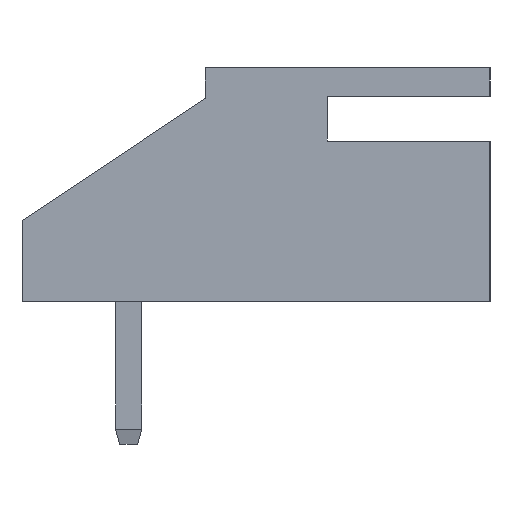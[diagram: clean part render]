
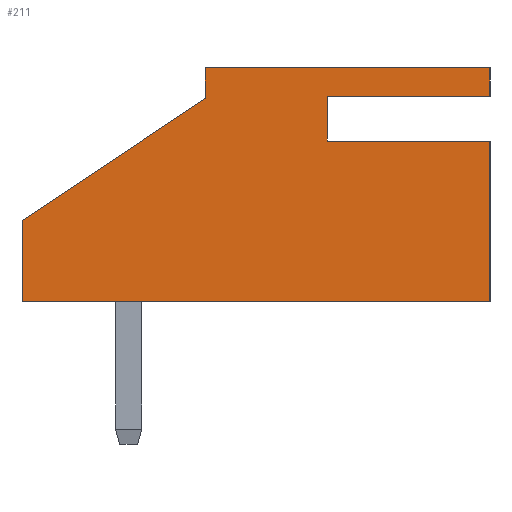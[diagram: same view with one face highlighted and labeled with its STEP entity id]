
A CAD part, left-side view. The second image highlights one B-rep face of the part: STEP entity #211.
In plain terms, the highlighted planar face has unit normal (-1, 0, 0).
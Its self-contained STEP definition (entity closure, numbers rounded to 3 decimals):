
#211=ADVANCED_FACE('',(#3804),#3806,.T.);
#3804=FACE_BOUND('',#3805,.T.);
#3805=EDGE_LOOP('',(#6718,#6719,#6720,#6721,#6722,#6723,#6724,#6725,#6726,#6727));
#3806=PLANE('',#3807);
#3807=AXIS2_PLACEMENT_3D('',#3808,#3809,#3810);
#3808=CARTESIAN_POINT('',(-2.5,0.,0.));
#3809=DIRECTION('',(-1.,0.,0.));
#3810=DIRECTION('',(0.,0.,1.));
#6718=ORIENTED_EDGE('',*,*,#8684,.T.);
#6719=ORIENTED_EDGE('',*,*,#8583,.T.);
#6720=ORIENTED_EDGE('',*,*,#8683,.T.);
#6721=ORIENTED_EDGE('',*,*,#8662,.T.);
#6722=ORIENTED_EDGE('',*,*,#8685,.T.);
#6723=ORIENTED_EDGE('',*,*,#8686,.T.);
#6724=ORIENTED_EDGE('',*,*,#8687,.T.);
#6725=ORIENTED_EDGE('',*,*,#8688,.T.);
#6726=ORIENTED_EDGE('',*,*,#8689,.T.);
#6727=ORIENTED_EDGE('',*,*,#8690,.T.);
#8583=EDGE_CURVE('',#9600,#9598,#9601,.F.);
#8662=EDGE_CURVE('',#9755,#9753,#9756,.T.);
#8683=EDGE_CURVE('',#9598,#9755,#9784,.T.);
#8684=EDGE_CURVE('',#9785,#9600,#9786,.F.);
#8685=EDGE_CURVE('',#9753,#9787,#9788,.T.);
#8686=EDGE_CURVE('',#9787,#9789,#9790,.T.);
#8687=EDGE_CURVE('',#9789,#9791,#9792,.T.);
#8688=EDGE_CURVE('',#9791,#9793,#9794,.T.);
#8689=EDGE_CURVE('',#9793,#9795,#9796,.T.);
#8690=EDGE_CURVE('',#9795,#9785,#9797,.F.);
#9598=VERTEX_POINT('',#11257);
#9600=VERTEX_POINT('',#11261);
#9601=LINE('',#11262,#11263);
#9753=VERTEX_POINT('',#11571);
#9755=VERTEX_POINT('',#11575);
#9756=LINE('',#11576,#11577);
#9784=LINE('',#11647,#11648);
#9785=VERTEX_POINT('',#11650);
#9786=LINE('',#11651,#11652);
#9787=VERTEX_POINT('',#11654);
#9788=LINE('',#11655,#11656);
#9789=VERTEX_POINT('',#11658);
#9790=LINE('',#11659,#11660);
#9791=VERTEX_POINT('',#11662);
#9792=LINE('',#11663,#11664);
#9793=VERTEX_POINT('',#11666);
#9794=LINE('',#11667,#11668);
#9795=VERTEX_POINT('',#11670);
#9796=LINE('',#11671,#11672);
#9797=LINE('',#11674,#11675);
#11257=CARTESIAN_POINT('',(-2.5,-8.88,5.05));
#11261=CARTESIAN_POINT('',(-2.5,-4.88,5.05));
#11262=CARTESIAN_POINT('',(-2.5,-8.88,5.05));
#11263=VECTOR('',#11264,1.);
#11264=DIRECTION('',(0.,1.,0.));
#11571=CARTESIAN_POINT('',(-2.5,-1.88,5.75));
#11575=CARTESIAN_POINT('',(-2.5,-8.88,5.75));
#11576=CARTESIAN_POINT('',(-2.5,-8.88,5.75));
#11577=VECTOR('',#11578,1.);
#11578=DIRECTION('',(0.,1.,0.));
#11647=CARTESIAN_POINT('',(-2.5,-8.88,5.05));
#11648=VECTOR('',#11649,1.);
#11649=DIRECTION('',(0.,0.,1.));
#11650=CARTESIAN_POINT('',(-2.5,-4.88,3.95));
#11651=CARTESIAN_POINT('',(-2.5,-4.88,5.05));
#11652=VECTOR('',#11653,1.);
#11653=DIRECTION('',(0.,0.,-1.));
#11654=CARTESIAN_POINT('',(-2.5,-1.88,5.));
#11655=CARTESIAN_POINT('',(-2.5,-1.88,5.75));
#11656=VECTOR('',#11657,1.);
#11657=DIRECTION('',(0.,0.,-1.));
#11658=CARTESIAN_POINT('',(-2.5,2.62,2.));
#11659=CARTESIAN_POINT('',(-2.5,-1.88,5.));
#11660=VECTOR('',#11661,1.);
#11661=DIRECTION('',(0.,0.832,-0.555));
#11662=CARTESIAN_POINT('',(-2.5,2.62,0.));
#11663=CARTESIAN_POINT('',(-2.5,2.62,2.));
#11664=VECTOR('',#11665,1.);
#11665=DIRECTION('',(0.,0.,-1.));
#11666=CARTESIAN_POINT('',(-2.5,-8.88,0.));
#11667=CARTESIAN_POINT('',(-2.5,2.62,0.));
#11668=VECTOR('',#11669,1.);
#11669=DIRECTION('',(0.,-1.,0.));
#11670=CARTESIAN_POINT('',(-2.5,-8.88,3.95));
#11671=CARTESIAN_POINT('',(-2.5,-8.88,0.));
#11672=VECTOR('',#11673,1.);
#11673=DIRECTION('',(0.,0.,1.));
#11674=CARTESIAN_POINT('',(-2.5,-4.88,3.95));
#11675=VECTOR('',#11676,1.);
#11676=DIRECTION('',(0.,-1.,0.));
